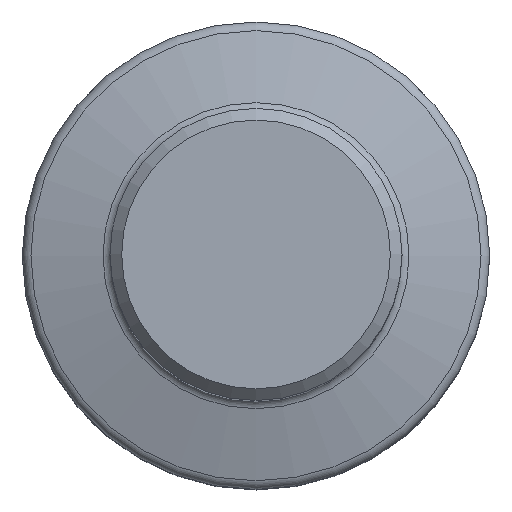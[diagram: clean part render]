
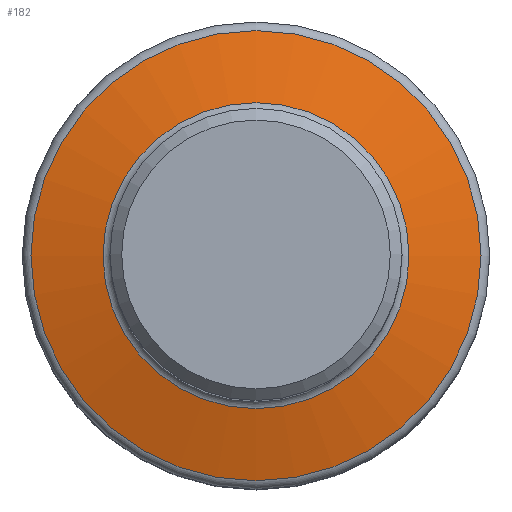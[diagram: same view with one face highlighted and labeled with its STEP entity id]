
A CAD part, top view. The second image highlights one B-rep face of the part: STEP entity #182.
In plain terms, the highlighted conical face has half-angle 75 degrees and reference radius 19.259 mm.
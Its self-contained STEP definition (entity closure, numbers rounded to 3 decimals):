
#120=CONICAL_SURFACE('',#428,19.259,75.0);
#136=FACE_BOUND('',#229,.T.);
#137=FACE_BOUND('',#230,.T.);
#182=ADVANCED_FACE('CN_EXP_Z00_N3_SU_3',(#136,#137),#120,.T.);
#229=EDGE_LOOP('',(#285));
#230=EDGE_LOOP('',(#286));
#285=ORIENTED_EDGE('',*,*,#363,.T.);
#286=ORIENTED_EDGE('',*,*,#364,.F.);
#335=VERTEX_POINT('',#605);
#336=VERTEX_POINT('',#608);
#363=EDGE_CURVE('',#335,#335,#391,.T.);
#364=EDGE_CURVE('',#336,#336,#392,.T.);
#391=CIRCLE('',#425,13.091);
#392=CIRCLE('',#427,19.259);
#425=AXIS2_PLACEMENT_3D('',#604,#494,#495);
#427=AXIS2_PLACEMENT_3D('',#607,#498,#499);
#428=AXIS2_PLACEMENT_3D('',#609,#500,#501);
#494=DIRECTION('',(0.0,0.0,-1.0));
#495=DIRECTION('',(1.0,0.0,0.0));
#498=DIRECTION('',(0.0,0.0,-1.0));
#499=DIRECTION('',(1.0,0.0,0.0));
#500=DIRECTION('',(0.0,0.0,-1.0));
#501=DIRECTION('',(1.0,0.0,0.));
#604=CARTESIAN_POINT('',(0.0,0.0,-59.966));
#605=CARTESIAN_POINT('',(13.091,0.0,-59.966));
#607=CARTESIAN_POINT('',(0.0,0.0,-61.619));
#608=CARTESIAN_POINT('',(19.259,0.0,-61.619));
#609=CARTESIAN_POINT('',(0.0,0.0,-61.619));
